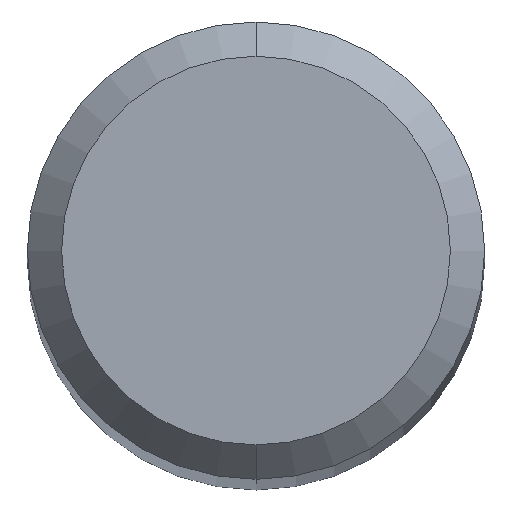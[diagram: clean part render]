
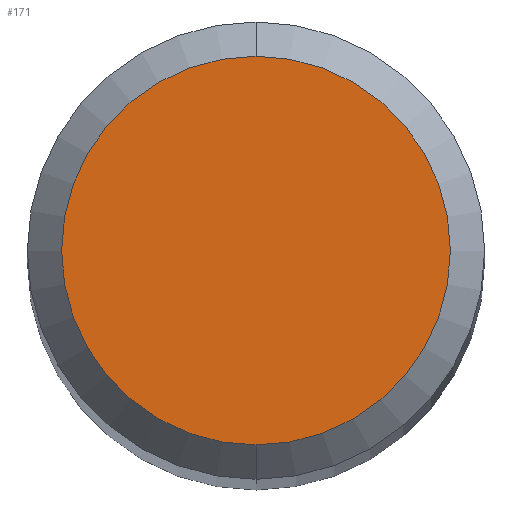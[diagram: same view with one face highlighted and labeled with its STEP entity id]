
A CAD part, top view. The second image highlights one B-rep face of the part: STEP entity #171.
In plain terms, the highlighted planar face has unit normal (0, 0, 1).
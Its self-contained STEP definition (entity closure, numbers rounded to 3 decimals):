
#171=ADVANCED_FACE('',(#462),#463,.T.);
#247=EDGE_CURVE('',#343,#249,#546,.T.);
#249=VERTEX_POINT('',#548);
#343=VERTEX_POINT('',#654);
#353=EDGE_CURVE('',#249,#343,#664,.T.);
#462=FACE_OUTER_BOUND('',#775,.T.);
#463=PLANE('',#776);
#546=CIRCLE('',#940,1.7);
#548=CARTESIAN_POINT('',(0.,-1.7,0.0));
#654=CARTESIAN_POINT('',(0.0,1.7,0.0));
#664=CIRCLE('',#1217,1.7);
#775=EDGE_LOOP('',(#1381,#1382));
#776=AXIS2_PLACEMENT_3D('',#1383,#1384,#1385);
#940=AXIS2_PLACEMENT_3D('',#1472,#1473,#1474);
#1217=AXIS2_PLACEMENT_3D('',#1611,#1612,#1613);
#1381=ORIENTED_EDGE('',*,*,#247,.F.);
#1382=ORIENTED_EDGE('',*,*,#353,.F.);
#1383=CARTESIAN_POINT('',(0.0,0.85,0.0));
#1384=DIRECTION('',(-0.0,0.0,1.0));
#1385=DIRECTION('',(0.0,-1.0,0.0));
#1472=CARTESIAN_POINT('',(0.0,0.0,0.0));
#1473=DIRECTION('',(0.0,0.0,-1.0));
#1474=DIRECTION('',(0.0,1.0,0.0));
#1611=CARTESIAN_POINT('',(0.0,0.0,0.0));
#1612=DIRECTION('',(0.0,0.0,-1.0));
#1613=DIRECTION('',(0.0,1.0,0.0));
